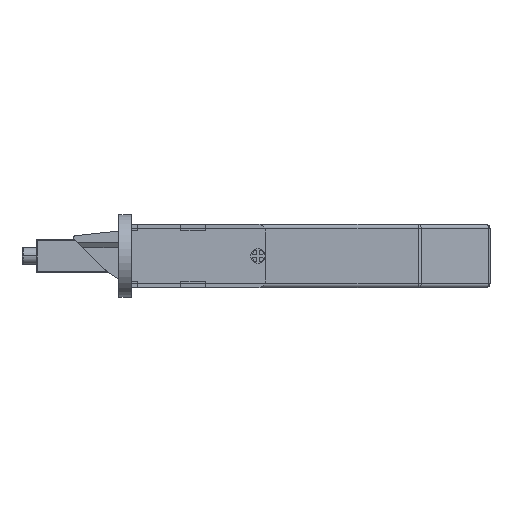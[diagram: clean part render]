
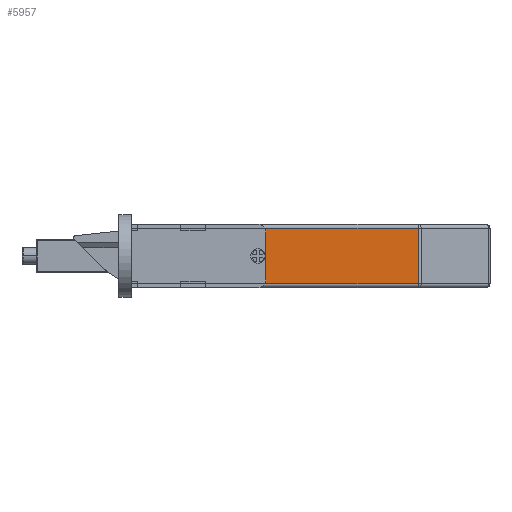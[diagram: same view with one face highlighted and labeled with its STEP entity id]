
A CAD part, front view. The second image highlights one B-rep face of the part: STEP entity #5957.
In plain terms, the highlighted planar face has unit normal (0, -1, 0).
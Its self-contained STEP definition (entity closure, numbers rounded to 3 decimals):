
#336 = PLANE ( 'NONE',  #6032 ) ;
#362 = LINE ( 'NONE', #6911, #6262 ) ;
#507 = CIRCLE ( 'NONE', #6510, 1.75 ) ;
#769 = VERTEX_POINT ( 'NONE', #8833 ) ;
#842 = VERTEX_POINT ( 'NONE', #5046 ) ;
#983 = CARTESIAN_POINT ( 'NONE',  ( 14., -14.7, -1.75 ) ) ;
#1083 = EDGE_CURVE ( 'NONE', #769, #8300, #362, .T. ) ;
#1112 = CARTESIAN_POINT ( 'NONE',  ( 44.75, -14.7, 6. ) ) ;
#1644 = EDGE_CURVE ( 'NONE', #7572, #9089, #507, .T. ) ;
#1802 = DIRECTION ( 'NONE',  ( 1., 0., 0. ) ) ;
#1931 = ORIENTED_EDGE ( 'NONE', *, *, #9857, .F. ) ;
#2007 = EDGE_LOOP ( 'NONE', ( #8420, #9232 ) ) ;
#2361 = EDGE_CURVE ( 'NONE', #5382, #842, #4691, .T. ) ;
#2702 = VECTOR ( 'NONE', #3882, 1000. ) ;
#2907 = DIRECTION ( 'NONE',  ( 0., 0., 1. ) ) ;
#2992 = DIRECTION ( 'NONE',  ( 0., 0., -1. ) ) ;
#3610 = FACE_OUTER_BOUND ( 'NONE', #7815, .T. ) ;
#3611 = ORIENTED_EDGE ( 'NONE', *, *, #4820, .T. ) ;
#3881 = CARTESIAN_POINT ( 'NONE',  ( 44.75, -14.7, 4.25 ) ) ;
#3882 = DIRECTION ( 'NONE',  ( 1., 0., 0. ) ) ;
#4276 = DIRECTION ( 'NONE',  ( 0., 0., -1. ) ) ;
#4691 = LINE ( 'NONE', #7958, #2702 ) ;
#4820 = EDGE_CURVE ( 'NONE', #842, #769, #8567, .T. ) ;
#5036 = DIRECTION ( 'NONE',  ( 0., 0., 1. ) ) ;
#5046 = CARTESIAN_POINT ( 'NONE',  ( 83.586, -14.7, -0.75 ) ) ;
#5137 = CIRCLE ( 'NONE', #6512, 1.75 ) ;
#5382 = VERTEX_POINT ( 'NONE', #9940 ) ;
#5925 = CARTESIAN_POINT ( 'NONE',  ( 14., -14.7, -1.75 ) ) ;
#5957 = ADVANCED_FACE ( 'NONE', ( #10083, #3610 ), #336, .T. ) ;
#6032 = AXIS2_PLACEMENT_3D ( 'NONE', #983, #6774, #1802 ) ;
#6262 = VECTOR ( 'NONE', #8722, 1000. ) ;
#6510 = AXIS2_PLACEMENT_3D ( 'NONE', #10310, #7859, #2992 ) ;
#6512 = AXIS2_PLACEMENT_3D ( 'NONE', #1112, #6848, #4276 ) ;
#6774 = DIRECTION ( 'NONE',  ( 0., -1., 0. ) ) ;
#6848 = DIRECTION ( 'NONE',  ( 0., -1., 0. ) ) ;
#6911 = CARTESIAN_POINT ( 'NONE',  ( 14., -14.7, 12.75 ) ) ;
#7572 = VERTEX_POINT ( 'NONE', #3881 ) ;
#7815 = EDGE_LOOP ( 'NONE', ( #1931, #10458, #3611, #7860 ) ) ;
#7859 = DIRECTION ( 'NONE',  ( 0., -1., 0. ) ) ;
#7860 = ORIENTED_EDGE ( 'NONE', *, *, #1083, .T. ) ;
#7958 = CARTESIAN_POINT ( 'NONE',  ( 84., -14.7, -0.75 ) ) ;
#8300 = VERTEX_POINT ( 'NONE', #10347 ) ;
#8420 = ORIENTED_EDGE ( 'NONE', *, *, #1644, .F. ) ;
#8567 = LINE ( 'NONE', #10221, #10312 ) ;
#8722 = DIRECTION ( 'NONE',  ( -1., 0., 0. ) ) ;
#8833 = CARTESIAN_POINT ( 'NONE',  ( 83.586, -14.7, 12.75 ) ) ;
#9089 = VERTEX_POINT ( 'NONE', #9327 ) ;
#9232 = ORIENTED_EDGE ( 'NONE', *, *, #9824, .F. ) ;
#9327 = CARTESIAN_POINT ( 'NONE',  ( 44.75, -14.7, 7.75 ) ) ;
#9824 = EDGE_CURVE ( 'NONE', #9089, #7572, #5137, .T. ) ;
#9857 = EDGE_CURVE ( 'NONE', #5382, #8300, #9995, .T. ) ;
#9940 = CARTESIAN_POINT ( 'NONE',  ( 14., -14.7, -0.75 ) ) ;
#9995 = LINE ( 'NONE', #5925, #10222 ) ;
#10083 = FACE_BOUND ( 'NONE', #2007, .T. ) ;
#10221 = CARTESIAN_POINT ( 'NONE',  ( 83.586, -14.7, -1.75 ) ) ;
#10222 = VECTOR ( 'NONE', #5036, 1000. ) ;
#10310 = CARTESIAN_POINT ( 'NONE',  ( 44.75, -14.7, 6. ) ) ;
#10312 = VECTOR ( 'NONE', #2907, 1000. ) ;
#10347 = CARTESIAN_POINT ( 'NONE',  ( 14., -14.7, 12.75 ) ) ;
#10458 = ORIENTED_EDGE ( 'NONE', *, *, #2361, .T. ) ;
